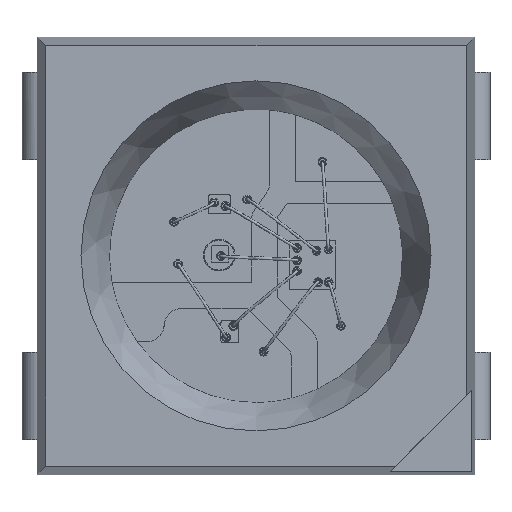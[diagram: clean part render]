
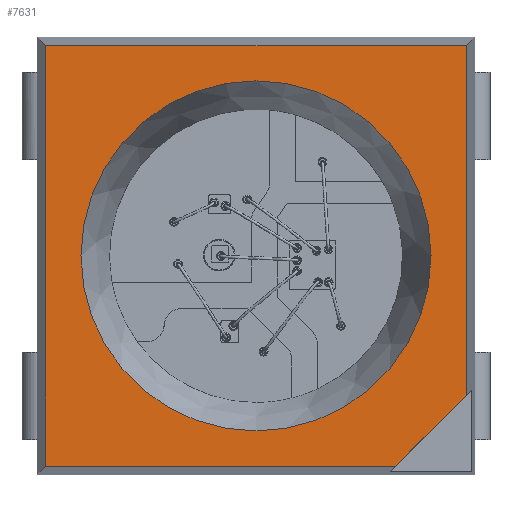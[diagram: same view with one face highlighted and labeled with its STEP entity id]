
A CAD part, top view. The second image highlights one B-rep face of the part: STEP entity #7631.
In plain terms, the highlighted planar face has unit normal (0, 0, 1).
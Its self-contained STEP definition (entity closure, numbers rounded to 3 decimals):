
#251=FACE_BOUND('',#1172,.T.);
#310=CIRCLE('',#8155,2.);
#701=FACE_OUTER_BOUND('',#1171,.T.);
#1171=EDGE_LOOP('',(#5622,#5623,#5624,#5625,#5626));
#1172=EDGE_LOOP('',(#5627));
#1874=LINE('',#11452,#2647);
#1878=LINE('',#11460,#2651);
#1881=LINE('',#11467,#2654);
#1883=LINE('',#11470,#2656);
#1884=LINE('',#11472,#2657);
#2647=VECTOR('',#9279,10.);
#2651=VECTOR('',#9285,10.);
#2654=VECTOR('',#9290,10.);
#2656=VECTOR('',#9294,10.);
#2657=VECTOR('',#9297,10.);
#3326=VERTEX_POINT('',#11448);
#3327=VERTEX_POINT('',#11450);
#3329=VERTEX_POINT('',#11455);
#3332=VERTEX_POINT('',#11464);
#3333=VERTEX_POINT('',#11466);
#3334=VERTEX_POINT('',#11473);
#4163=EDGE_CURVE('',#3326,#3327,#1874,.T.);
#4167=EDGE_CURVE('',#3329,#3326,#1878,.T.);
#4170=EDGE_CURVE('',#3333,#3332,#1881,.T.);
#4172=EDGE_CURVE('',#3327,#3333,#1883,.T.);
#4173=EDGE_CURVE('',#3332,#3329,#1884,.T.);
#4174=EDGE_CURVE('',#3334,#3334,#310,.T.);
#5622=ORIENTED_EDGE('',*,*,#4167,.T.);
#5623=ORIENTED_EDGE('',*,*,#4163,.T.);
#5624=ORIENTED_EDGE('',*,*,#4172,.T.);
#5625=ORIENTED_EDGE('',*,*,#4170,.T.);
#5626=ORIENTED_EDGE('',*,*,#4173,.T.);
#5627=ORIENTED_EDGE('',*,*,#4174,.T.);
#7291=PLANE('',#8154);
#7631=ADVANCED_FACE('',(#701,#251),#7291,.T.);
#8154=AXIS2_PLACEMENT_3D('',#11471,#9295,#9296);
#8155=AXIS2_PLACEMENT_3D('',#11474,#9298,#9299);
#9279=DIRECTION('',(-1.,0.,0.));
#9285=DIRECTION('',(0.,1.,0.));
#9290=DIRECTION('',(1.,0.,0.));
#9294=DIRECTION('',(0.,-1.,0.));
#9295=DIRECTION('center_axis',(0.,0.,1.));
#9296=DIRECTION('ref_axis',(1.,0.,0.));
#9297=DIRECTION('',(0.707,0.707,0.));
#9298=DIRECTION('center_axis',(0.,0.,-1.));
#9299=DIRECTION('ref_axis',(0.,1.,0.));
#11448=CARTESIAN_POINT('',(4.902,4.902,1.5));
#11450=CARTESIAN_POINT('',(0.098,4.902,1.5));
#11452=CARTESIAN_POINT('',(3.75,4.902,1.5));
#11455=CARTESIAN_POINT('',(4.902,0.902,1.5));
#11460=CARTESIAN_POINT('',(4.902,1.25,1.5));
#11464=CARTESIAN_POINT('',(4.098,0.098,1.5));
#11466=CARTESIAN_POINT('',(0.098,0.098,1.5));
#11467=CARTESIAN_POINT('',(1.25,0.098,1.5));
#11470=CARTESIAN_POINT('',(0.098,3.75,1.5));
#11471=CARTESIAN_POINT('Origin',(2.5,2.5,1.5));
#11472=CARTESIAN_POINT('',(4.25,0.25,1.5));
#11473=CARTESIAN_POINT('',(2.5,0.5,1.5));
#11474=CARTESIAN_POINT('Origin',(2.5,2.5,1.5));
